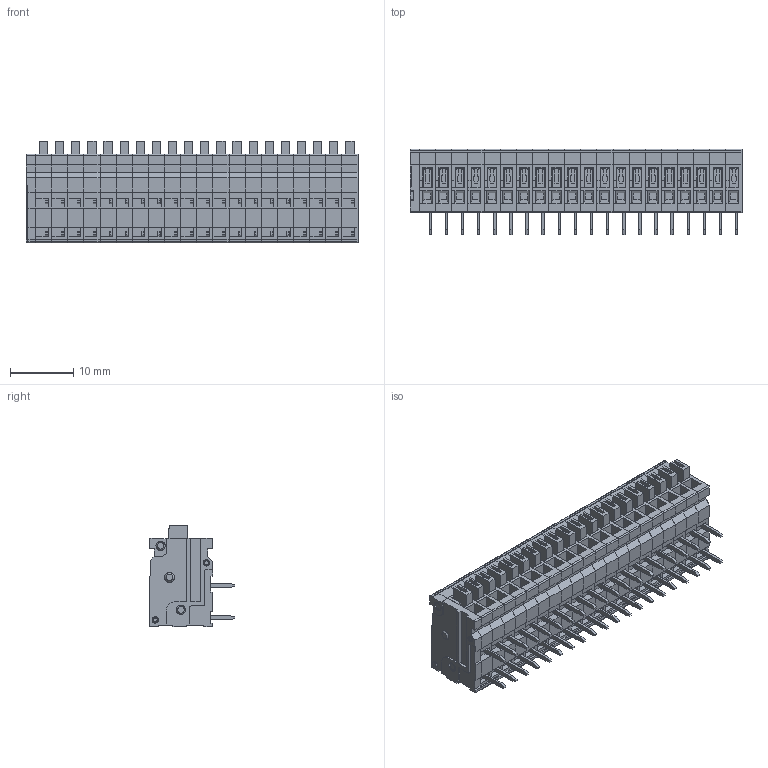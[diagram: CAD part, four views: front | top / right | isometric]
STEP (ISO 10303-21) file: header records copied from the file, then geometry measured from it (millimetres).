
FILE_DESCRIPTION (( 'STEP AP214' ), '1' );
FILE_NAME ('CUI_DEVICES_TBL009-254-20GY-2GY.step', '2019-11-28T02:56:11', ( '' ), ( '' ), 'SwSTEP 2.0', 'SolidWorks 2019', '' );
FILE_SCHEMA (( 'AUTOMOTIVE_DESIGN' ));
Length unit declared in the file: millimetre
Products named in the file (4): TBL009-254 - BODY_Gray; TBL009-254 - END CAP_Gray; CUI_DEVICES_TBL009-254-20GY-2GY; TBL009-254 - PUSH BUTTON_Gray
Assembly tree (41 placements, depth 2):
  CUI_DEVICES_TBL009-254-20GY-2GY
    TBL009-254 - END CAP_Gray
    TBL009-254 - BODY_Gray  x20
    TBL009-254 - PUSH BUTTON_Gray  x20
Bounding box: 52.3 x 13.5 x 16.05 mm (x, y, z)
Volume: 6398.7 mm3; surface area: 11399.1 mm2
Topology: 41 solids, 41 shells, 3511 faces, 9247 edges, 5963 vertices
Faces by surface type: plane 2457, cylinder 644, cone 210, torus 200
Entity records: 11462 total; most frequent: CARTESIAN_POINT 1595, DIRECTION 1408, ORIENTED_EDGE 1394, EDGE_CURVE 697, VECTOR 524, LINE 524, VERTEX_POINT 453, AXIS2_PLACEMENT_3D 442
